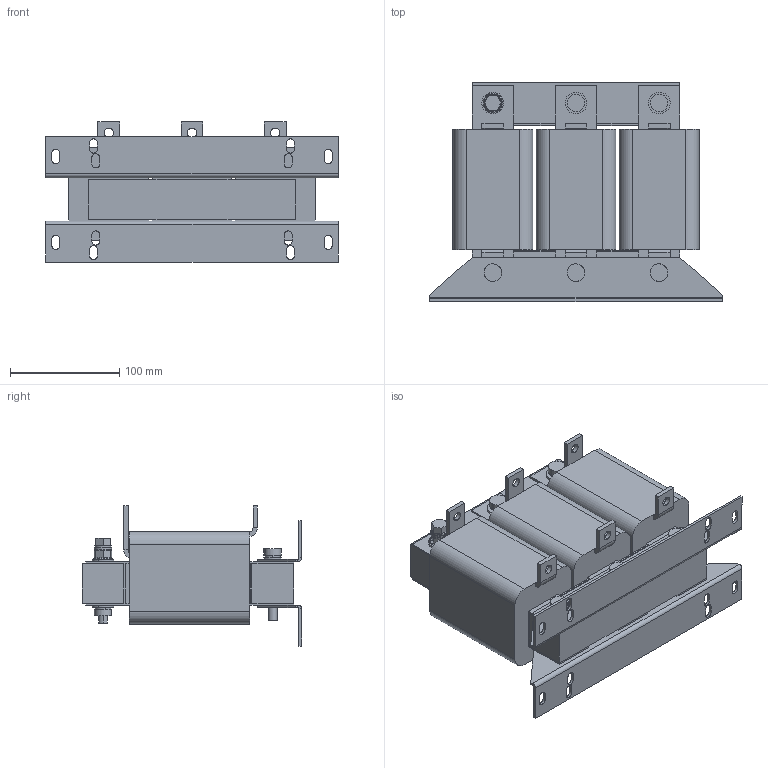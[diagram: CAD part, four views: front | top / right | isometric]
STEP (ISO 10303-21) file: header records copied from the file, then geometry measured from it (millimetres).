
FILE_DESCRIPTION (( 'STEP AP214' ), '1' );
FILE_NAME ('341624.STEP', '2021-03-19T05:19:09', ( '' ), ( '' ), 'SwSTEP 2.0', 'SolidWorks 2018', '' );
FILE_SCHEMA (( 'AUTOMOTIVE_DESIGN' ));
Length unit declared in the file: millimetre
Products named in the file (1): 341624
Bounding box: 267 x 200.5 x 128 mm (x, y, z)
Volume: 2714761.3 mm3; surface area: 262511.4 mm2
Topology: 1 solids, 1 shells, 407 faces, 1022 edges, 646 vertices
Faces by surface type: plane 265, cylinder 130, cone 6, torus 6
Entity records: 12296 total; most frequent: CARTESIAN_POINT 2232, DIRECTION 2104, ORIENTED_EDGE 2044, EDGE_CURVE 1022, LINE 708, VECTOR 708, AXIS2_PLACEMENT_3D 698, VERTEX_POINT 646
